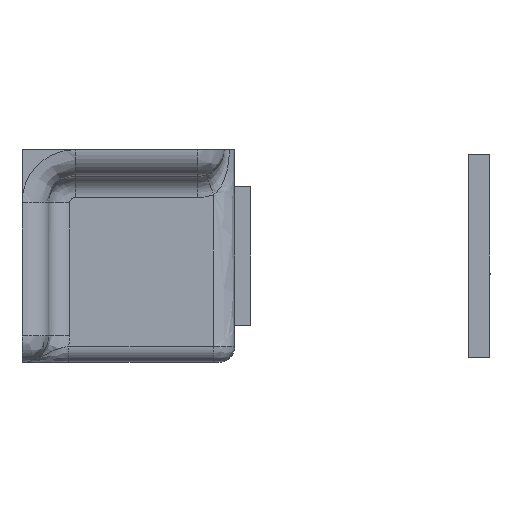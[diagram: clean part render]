
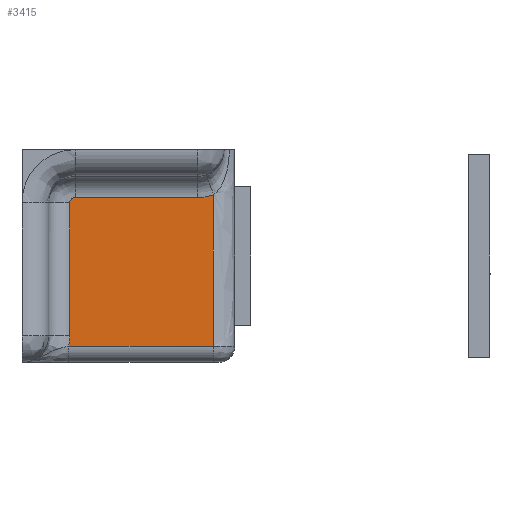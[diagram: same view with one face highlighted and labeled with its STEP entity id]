
A CAD part, left-side view. The second image highlights one B-rep face of the part: STEP entity #3415.
In plain terms, the highlighted free-form (B-spline) face has degree [1, 1] with [2, 2] control points.
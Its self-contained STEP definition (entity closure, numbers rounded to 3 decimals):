
#2975=CARTESIAN_POINT('',(-10.0,-18.0,-8.5));
#2976=VERTEX_POINT('',#2975);
#3044=CARTESIAN_POINT('',(-10.0,-18.0,5.757));
#3045=VERTEX_POINT('',#3044);
#3075=CARTESIAN_POINT('',(-10.0,-18.0,-8.5));
#3076=CARTESIAN_POINT('',(-10.0,-18.0,5.757));
#3077=QUASI_UNIFORM_CURVE('',1,(#3075,#3076),.UNSPECIFIED.,.F.,.U.);
#3078=EDGE_CURVE('',#2976,#3045,#3077,.T.);
#3109=CARTESIAN_POINT('',(-10.0,-4.387,-8.5));
#3110=VERTEX_POINT('',#3109);
#3111=CARTESIAN_POINT('',(-10.0,-4.387,-8.5));
#3112=CARTESIAN_POINT('',(-10.0,-18.0,-8.5));
#3113=QUASI_UNIFORM_CURVE('',1,(#3111,#3112),.UNSPECIFIED.,.F.,.U.);
#3114=EDGE_CURVE('',#3110,#2976,#3113,.T.);
#3361=CARTESIAN_POINT('',(-10.0,-18.68,6.47));
#3362=CARTESIAN_POINT('',(-10.0,-18.68,-9.212));
#3363=CARTESIAN_POINT('',(-10.0,-3.708,6.47));
#3364=CARTESIAN_POINT('',(-10.0,-3.708,-9.212));
#3365=B_SPLINE_SURFACE_WITH_KNOTS('',1,1,((#3361,#3363),(#3362,#3364)),.UNSPECIFIED.,.F.,.F.,.U.,(2,2),(2,2),(0.0,15.682),(0.0,14.972),.UNSPECIFIED.);
#3366=ORIENTED_EDGE('',*,*,#3078,.T.);
#3367=CARTESIAN_POINT('',(-10.0,-16.5,5.5));
#3368=VERTEX_POINT('',#3367);
#3369=CARTESIAN_POINT('',(-10.0,-18.0,5.757));
#3370=CARTESIAN_POINT('',(-10.,-17.775,5.678));
#3371=CARTESIAN_POINT('',(-10.,-17.281,5.546));
#3372=CARTESIAN_POINT('',(-10.,-16.771,5.5));
#3373=CARTESIAN_POINT('',(-10.0,-16.5,5.5));
#3374=B_SPLINE_CURVE_WITH_KNOTS('',3,(#3369,#3370,#3371,#3372,#3373),.UNSPECIFIED.,.F.,.U.,(4,1,4),(0.,0.717,1.529),.UNSPECIFIED.);
#3375=EDGE_CURVE('',#3045,#3368,#3374,.T.);
#3376=ORIENTED_EDGE('',*,*,#3375,.T.);
#3377=CARTESIAN_POINT('',(-10.0,-5.0,5.5));
#3378=VERTEX_POINT('',#3377);
#3379=CARTESIAN_POINT('',(-10.0,-16.5,5.5));
#3380=CARTESIAN_POINT('',(-10.0,-5.0,5.5));
#3381=QUASI_UNIFORM_CURVE('',1,(#3379,#3380),.UNSPECIFIED.,.F.,.U.);
#3382=EDGE_CURVE('',#3368,#3378,#3381,.T.);
#3383=ORIENTED_EDGE('',*,*,#3382,.T.);
#3384=CARTESIAN_POINT('',(-10.0,-4.5,5.));
#3385=VERTEX_POINT('',#3384);
#3386=CARTESIAN_POINT('',(-10.0,-5.0,5.5));
#3387=CARTESIAN_POINT('',(-10.,-4.947,5.5));
#3388=CARTESIAN_POINT('',(-10.,-4.861,5.486));
#3389=CARTESIAN_POINT('',(-10.,-4.737,5.431));
#3390=CARTESIAN_POINT('',(-10.,-4.639,5.355));
#3391=CARTESIAN_POINT('',(-10.,-4.565,5.256));
#3392=CARTESIAN_POINT('',(-10.,-4.514,5.139));
#3393=CARTESIAN_POINT('',(-10.,-4.5,5.053));
#3394=CARTESIAN_POINT('',(-10.0,-4.5,5.));
#3395=B_SPLINE_CURVE_WITH_KNOTS('',3,(#3386,#3387,#3388,#3389,#3390,#3391,#3392,#3393,#3394),.UNSPECIFIED.,.F.,.U.,(4,1,1,1,1,1,4),(0.,0.16,0.258,0.405,0.528,0.626,0.785),.UNSPECIFIED.);
#3396=EDGE_CURVE('',#3378,#3385,#3395,.T.);
#3397=ORIENTED_EDGE('',*,*,#3396,.T.);
#3398=CARTESIAN_POINT('',(-10.0,-4.5,-7.5));
#3399=VERTEX_POINT('',#3398);
#3400=CARTESIAN_POINT('',(-10.0,-4.5,5.));
#3401=CARTESIAN_POINT('',(-10.0,-4.5,-7.5));
#3402=QUASI_UNIFORM_CURVE('',1,(#3400,#3401),.UNSPECIFIED.,.F.,.U.);
#3403=EDGE_CURVE('',#3385,#3399,#3402,.T.);
#3404=ORIENTED_EDGE('',*,*,#3403,.T.);
#3405=CARTESIAN_POINT('',(-10.0,-4.5,-7.5));
#3406=CARTESIAN_POINT('',(-10.0,-4.5,-7.836));
#3407=CARTESIAN_POINT('',(-10.,-4.462,-8.172));
#3408=CARTESIAN_POINT('',(-10.0,-4.387,-8.5));
#3409=B_SPLINE_CURVE_WITH_KNOTS('',3,(#3405,#3406,#3407,#3408),.UNSPECIFIED.,.F.,.U.,(4,4),(0.,1.008),.UNSPECIFIED.);
#3410=EDGE_CURVE('',#3399,#3110,#3409,.T.);
#3411=ORIENTED_EDGE('',*,*,#3410,.T.);
#3412=ORIENTED_EDGE('',*,*,#3114,.T.);
#3413=EDGE_LOOP('',(#3366,#3376,#3383,#3397,#3404,#3411,#3412));
#3414=FACE_OUTER_BOUND('',#3413,.T.);
#3415=ADVANCED_FACE('',(#3414),#3365,.F.);
